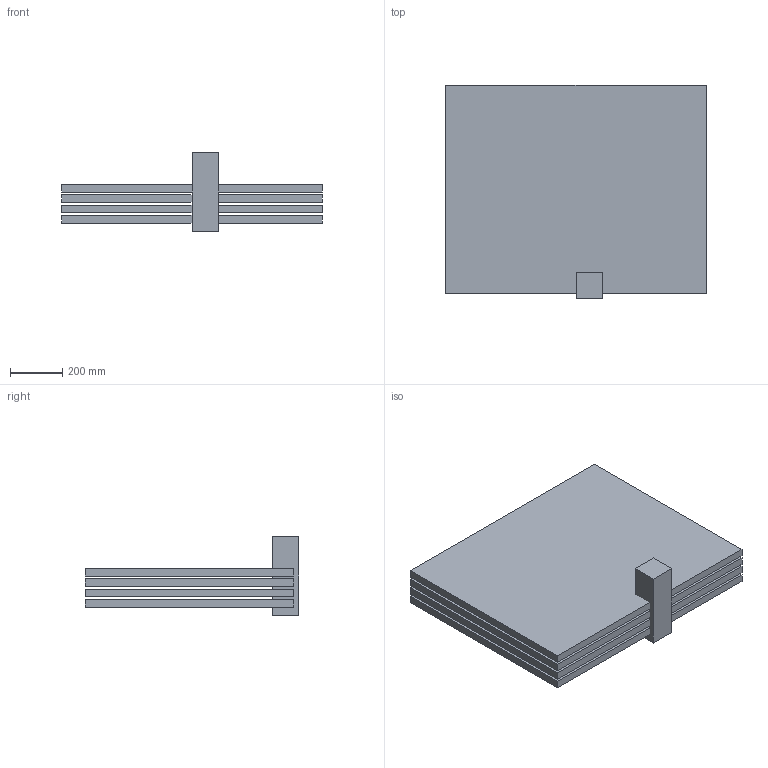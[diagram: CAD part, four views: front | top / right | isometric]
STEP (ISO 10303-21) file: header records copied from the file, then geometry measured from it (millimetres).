
FILE_DESCRIPTION(('CIC Model'),'2;1');
FILE_NAME('CIC-STEP','2019-12-12T17:43:04',('CIC'),('CIC'), 'Open CASCADE STEP processor 7.2','CIC','Unknown');
FILE_SCHEMA(('AUTOMOTIVE_DESIGN { 1 0 10303 214 1 1 1 1 }'));
Length unit declared in the file: metre
Products named in the file (23): Root; Element_1; CubeSat3U_(1); Shapes_of_CubeSat3U; Box_1; Solar_Array_no_Yoke_4_panels_(1); Solar_Array_no_Yoke_4_panels; Solar_Array_Deployment; Solar_Array_Deployment_articulation; Panel_(1); Shapes_of_Panel; Parallelepiped_1; Panel_Articulation_4; Panel_Articulation_4_articulation; Panel_(2); Panel_(3); Panel_(4)
Assembly tree (25 placements, depth 18):
  Root
    Element_1
      CubeSat3U_(1)
        Shapes_of_CubeSat3U
          Box_1
      Solar_Array_no_Yoke_4_panels_(1)
        Solar_Array_no_Yoke_4_panels
          Solar_Array_Deployment
            Solar_Array_Deployment_articulation
              Panel_(1)
                Shapes_of_Panel
                  Parallelepiped_1
                Panel_Articulation_4
                  Panel_Articulation_4_articulation
Bounding box: 1000 x 820 x 300 mm (x, y, z)
Volume: 99000000 mm3; surface area: 6972000 mm2
Topology: 5 solids, 5 shells, 30 faces, 60 edges, 40 vertices
Faces by surface type: plane 30
Entity records: 758 total; most frequent: DIRECTION 100, CARTESIAN_POINT 78, PRODUCT_DEFINITION_SHAPE 48, ORIENTED_EDGE 48, AXIS2_PLACEMENT_3D 38, CONTEXT_DEPENDENT_SHAPE_REPRESENTATION 25, ITEM_DEFINED_TRANSFORMATION 25, NEXT_ASSEMBLY_USAGE_OCCURRENCE 25
